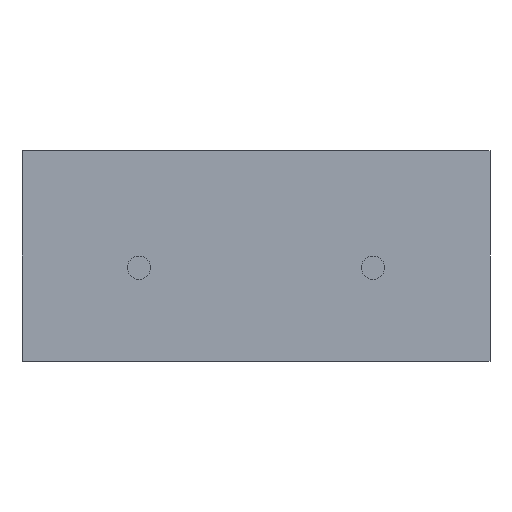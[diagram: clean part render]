
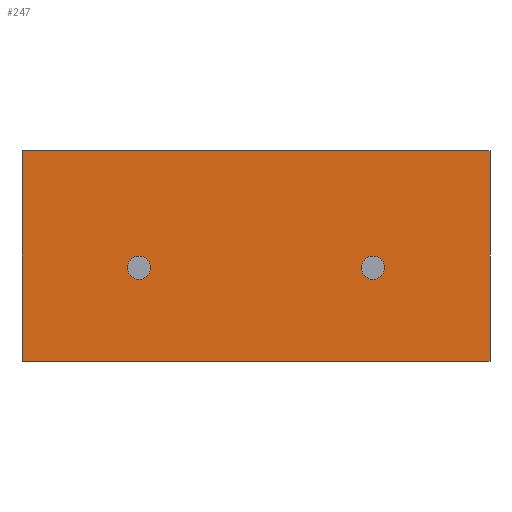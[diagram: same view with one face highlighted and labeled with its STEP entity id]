
A CAD part, front view. The second image highlights one B-rep face of the part: STEP entity #247.
In plain terms, the highlighted planar face has unit normal (0, -1, 0).
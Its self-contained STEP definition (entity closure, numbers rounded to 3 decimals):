
#15=FACE_BOUND('',#58,.T.);
#16=FACE_BOUND('',#59,.T.);
#27=PLANE('',#290);
#42=FACE_OUTER_BOUND('',#57,.T.);
#57=EDGE_LOOP('',(#213,#214,#215,#216));
#58=EDGE_LOOP('',(#217));
#59=EDGE_LOOP('',(#218));
#70=LINE('',#391,#93);
#75=LINE('',#404,#98);
#85=LINE('',#426,#108);
#86=LINE('',#428,#109);
#93=VECTOR('',#321,10.);
#98=VECTOR('',#334,10.);
#108=VECTOR('',#356,10.);
#109=VECTOR('',#359,10.);
#110=CIRCLE('',#271,0.5);
#112=CIRCLE('',#275,0.5);
#118=VERTEX_POINT('',#366);
#120=VERTEX_POINT('',#373);
#126=VERTEX_POINT('',#389);
#127=VERTEX_POINT('',#390);
#131=VERTEX_POINT('',#402);
#137=VERTEX_POINT('',#424);
#138=EDGE_CURVE('',#118,#118,#110,.T.);
#141=EDGE_CURVE('',#120,#120,#112,.T.);
#148=EDGE_CURVE('',#126,#127,#70,.T.);
#155=EDGE_CURVE('',#131,#126,#75,.T.);
#167=EDGE_CURVE('',#137,#127,#85,.T.);
#168=EDGE_CURVE('',#131,#137,#86,.T.);
#213=ORIENTED_EDGE('',*,*,#168,.T.);
#214=ORIENTED_EDGE('',*,*,#167,.T.);
#215=ORIENTED_EDGE('',*,*,#148,.F.);
#216=ORIENTED_EDGE('',*,*,#155,.F.);
#217=ORIENTED_EDGE('',*,*,#138,.T.);
#218=ORIENTED_EDGE('',*,*,#141,.T.);
#247=ADVANCED_FACE('',(#42,#15,#16),#27,.T.);
#271=AXIS2_PLACEMENT_3D('',#367,#297,#298);
#275=AXIS2_PLACEMENT_3D('',#374,#306,#307);
#290=AXIS2_PLACEMENT_3D('',#427,#357,#358);
#297=DIRECTION('center_axis',(0.,1.,0.));
#298=DIRECTION('ref_axis',(-1.,0.,0.));
#306=DIRECTION('center_axis',(0.,1.,0.));
#307=DIRECTION('ref_axis',(-1.,0.,0.));
#321=DIRECTION('',(1.,0.,0.));
#334=DIRECTION('',(0.,0.,1.));
#356=DIRECTION('',(0.,0.,1.));
#357=DIRECTION('center_axis',(0.,-1.,0.));
#358=DIRECTION('ref_axis',(1.,0.,0.));
#359=DIRECTION('',(1.,0.,0.));
#366=CARTESIAN_POINT('',(5.5,0.,4.));
#367=CARTESIAN_POINT('Origin',(5.,0.,4.));
#373=CARTESIAN_POINT('',(15.5,0.,4.));
#374=CARTESIAN_POINT('Origin',(15.,0.,4.));
#389=CARTESIAN_POINT('',(0.,0.,9.));
#390=CARTESIAN_POINT('',(20.,0.,9.));
#391=CARTESIAN_POINT('',(0.,0.,9.));
#402=CARTESIAN_POINT('',(0.,0.,0.));
#404=CARTESIAN_POINT('',(0.,0.,0.));
#424=CARTESIAN_POINT('',(20.,0.,0.));
#426=CARTESIAN_POINT('',(20.,0.,0.));
#427=CARTESIAN_POINT('Origin',(0.,0.,0.));
#428=CARTESIAN_POINT('',(0.,0.,0.));
